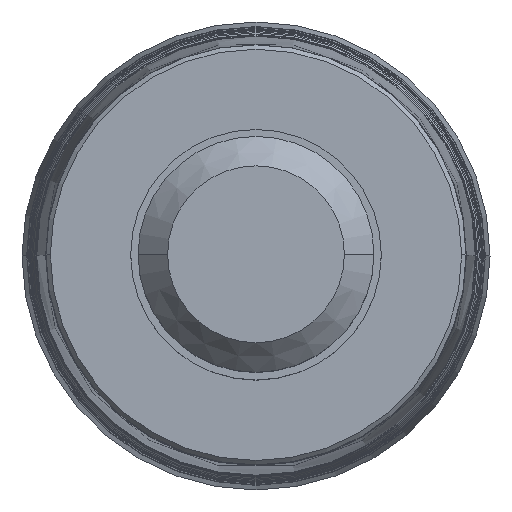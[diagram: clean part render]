
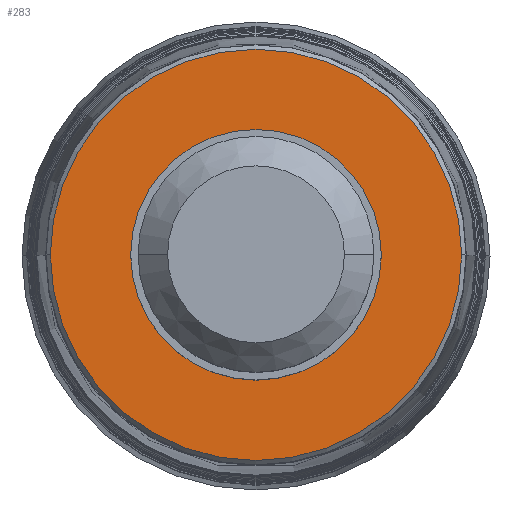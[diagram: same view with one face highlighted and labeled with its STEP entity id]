
A CAD part, top view. The second image highlights one B-rep face of the part: STEP entity #283.
In plain terms, the highlighted planar face has unit normal (0, 0, 1).
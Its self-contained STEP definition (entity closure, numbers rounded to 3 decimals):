
#42=FACE_BOUND('',#911,.T.);
#43=FACE_BOUND('',#912,.T.);
#48=PLANE('',#3497);
#283=ADVANCED_FACE('',(#42,#43),#48,.F.);
#911=EDGE_LOOP('',(#1596,#1597));
#912=EDGE_LOOP('',(#1598,#1599));
#1596=ORIENTED_EDGE('',*,*,#2235,.T.);
#1597=ORIENTED_EDGE('',*,*,#2236,.T.);
#1598=ORIENTED_EDGE('',*,*,#2237,.F.);
#1599=ORIENTED_EDGE('',*,*,#2238,.F.);
#1876=VERTEX_POINT('',#7073);
#1877=VERTEX_POINT('',#7075);
#1878=VERTEX_POINT('',#7080);
#1879=VERTEX_POINT('',#7081);
#2235=EDGE_CURVE('',#1876,#1877,#2777,.T.);
#2236=EDGE_CURVE('',#1877,#1876,#2778,.T.);
#2237=EDGE_CURVE('',#1878,#1879,#2779,.T.);
#2238=EDGE_CURVE('',#1879,#1878,#2780,.T.);
#2777=CIRCLE('',#3492,13.95);
#2778=CIRCLE('',#3494,13.95);
#2779=CIRCLE('',#3495,8.5);
#2780=CIRCLE('',#3496,8.5);
#3492=AXIS2_PLACEMENT_3D('',#7076,#4178,#4179);
#3494=AXIS2_PLACEMENT_3D('',#7078,#4182,#4183);
#3495=AXIS2_PLACEMENT_3D('',#7079,#4184,#4185);
#3496=AXIS2_PLACEMENT_3D('',#7082,#4186,#4187);
#3497=AXIS2_PLACEMENT_3D('',#7083,#4188,#4189);
#4178=DIRECTION('',(0.,0.,1.));
#4179=DIRECTION('',(1.,0.,0.));
#4182=DIRECTION('',(0.,0.,1.));
#4183=DIRECTION('',(-1.,0.,0.));
#4184=DIRECTION('',(0.,0.,1.));
#4185=DIRECTION('',(1.,0.,0.));
#4186=DIRECTION('',(0.,0.,1.));
#4187=DIRECTION('',(-1.,0.,0.));
#4188=DIRECTION('',(0.,0.,-1.));
#4189=DIRECTION('',(-1.,0.,0.));
#7073=CARTESIAN_POINT('',(13.95,0.,0.));
#7075=CARTESIAN_POINT('',(-13.95,0.,0.));
#7076=CARTESIAN_POINT('',(0.,0.,0.));
#7078=CARTESIAN_POINT('',(0.,0.,0.));
#7079=CARTESIAN_POINT('',(0.,0.,0.));
#7080=CARTESIAN_POINT('',(8.5,0.,0.));
#7081=CARTESIAN_POINT('',(-8.5,0.,0.));
#7082=CARTESIAN_POINT('',(0.,0.,0.));
#7083=CARTESIAN_POINT('',(0.,0.,0.));
